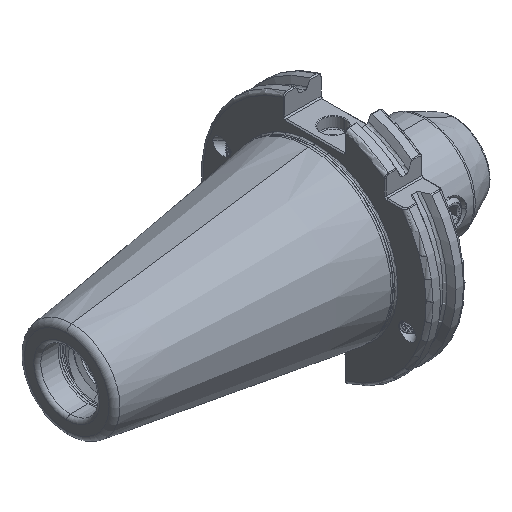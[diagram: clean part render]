
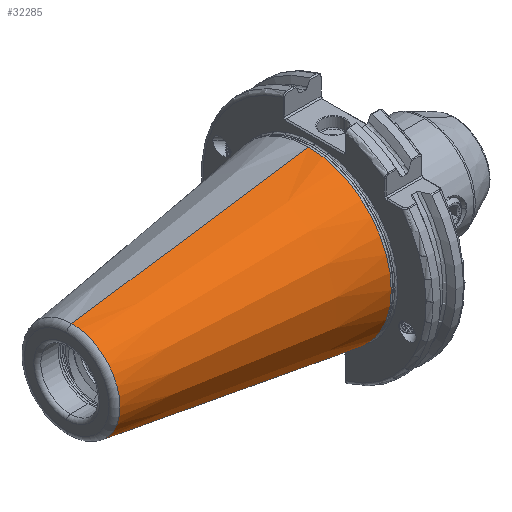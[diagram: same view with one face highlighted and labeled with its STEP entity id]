
A CAD part, isometric view. The second image highlights one B-rep face of the part: STEP entity #32285.
In plain terms, the highlighted conical face has half-angle 8.297 degrees and reference radius 35.392 mm.
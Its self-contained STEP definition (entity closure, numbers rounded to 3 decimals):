
#868 = EDGE_LOOP ( 'NONE', ( #1349, #1323, #1297, #1271, #1321 ) ) ;
#1271 = ORIENTED_EDGE ( 'NONE', *, *, #18626, .F. ) ;
#1297 = ORIENTED_EDGE ( 'NONE', *, *, #26775, .T. ) ;
#1321 = ORIENTED_EDGE ( 'NONE', *, *, #26748, .F. ) ;
#1323 = ORIENTED_EDGE ( 'NONE', *, *, #18613, .T. ) ;
#1349 = ORIENTED_EDGE ( 'NONE', *, *, #26710, .F. ) ;
#2619 = CARTESIAN_POINT ( 'NONE',  ( 0., 0., 0. ) ) ;
#2641 = DIRECTION ( 'NONE',  ( 0., 0., -1. ) ) ;
#2693 = DIRECTION ( 'NONE',  ( 1., 0., 0. ) ) ;
#5066 = CIRCLE ( 'NONE', #18490, 35.027 ) ;
#5080 = VECTOR ( 'NONE', #25958, 1000. ) ;
#5084 = LINE ( 'NONE', #25964, #5080 ) ;
#5097 = LINE ( 'NONE', #26270, #5104 ) ;
#5104 = VECTOR ( 'NONE', #26305, 1000. ) ;
#5392 = CIRCLE ( 'NONE', #18803, 20.399 ) ;
#5411 = CIRCLE ( 'NONE', #18446, 35.027 ) ;
#12848 = CONICAL_SURFACE ( 'NONE', #13367, 35.392, 0.145 ) ;
#12850 = FACE_OUTER_BOUND ( 'NONE', #868, .T. ) ;
#13367 = AXIS2_PLACEMENT_3D ( 'NONE', #2619, #2693, #2641 ) ;
#16697 = CARTESIAN_POINT ( 'NONE',  ( -102.811, 0., -20.399 ) ) ;
#16710 = CARTESIAN_POINT ( 'NONE',  ( -2.5, 0., -35.027 ) ) ;
#16741 = CARTESIAN_POINT ( 'NONE',  ( -2.5, -35.027, 0. ) ) ;
#16768 = CARTESIAN_POINT ( 'NONE',  ( -102.811, 0., 20.399 ) ) ;
#16777 = CARTESIAN_POINT ( 'NONE',  ( -2.5, 0., 35.027 ) ) ;
#18446 = AXIS2_PLACEMENT_3D ( 'NONE', #19743, #19793, #19745 ) ;
#18490 = AXIS2_PLACEMENT_3D ( 'NONE', #26206, #26168, #26179 ) ;
#18613 = EDGE_CURVE ( 'NONE', #30792, #30754, #5392, .T. ) ;
#18626 = EDGE_CURVE ( 'NONE', #30778, #30739, #5411, .T. ) ;
#18803 = AXIS2_PLACEMENT_3D ( 'NONE', #19556, #19533, #19538 ) ;
#19533 = DIRECTION ( 'NONE',  ( 1., 0., 0. ) ) ;
#19538 = DIRECTION ( 'NONE',  ( 0., 0., 1. ) ) ;
#19556 = CARTESIAN_POINT ( 'NONE',  ( -102.811, 0., 0. ) ) ;
#19743 = CARTESIAN_POINT ( 'NONE',  ( -2.5, 0., 0. ) ) ;
#19745 = DIRECTION ( 'NONE',  ( 0., 1., 0. ) ) ;
#19793 = DIRECTION ( 'NONE',  ( 1., 0., 0. ) ) ;
#25958 = DIRECTION ( 'NONE',  ( 0.99, 0., 0.144 ) ) ;
#25964 = CARTESIAN_POINT ( 'NONE',  ( 0., 0., 35.392 ) ) ;
#26168 = DIRECTION ( 'NONE',  ( 1., 0., 0. ) ) ;
#26179 = DIRECTION ( 'NONE',  ( 0., 1., 0. ) ) ;
#26206 = CARTESIAN_POINT ( 'NONE',  ( -2.5, 0., 0. ) ) ;
#26270 = CARTESIAN_POINT ( 'NONE',  ( 0., 0., -35.392 ) ) ;
#26305 = DIRECTION ( 'NONE',  ( 0.99, 0., -0.144 ) ) ;
#26710 = EDGE_CURVE ( 'NONE', #30792, #30797, #5084, .T. ) ;
#26748 = EDGE_CURVE ( 'NONE', #30797, #30778, #5066, .T. ) ;
#26775 = EDGE_CURVE ( 'NONE', #30754, #30739, #5097, .T. ) ;
#30739 = VERTEX_POINT ( 'NONE', #16710 ) ;
#30754 = VERTEX_POINT ( 'NONE', #16697 ) ;
#30778 = VERTEX_POINT ( 'NONE', #16741 ) ;
#30792 = VERTEX_POINT ( 'NONE', #16768 ) ;
#30797 = VERTEX_POINT ( 'NONE', #16777 ) ;
#32285 = ADVANCED_FACE ( 'NONE', ( #12850 ), #12848, .T. ) ;
